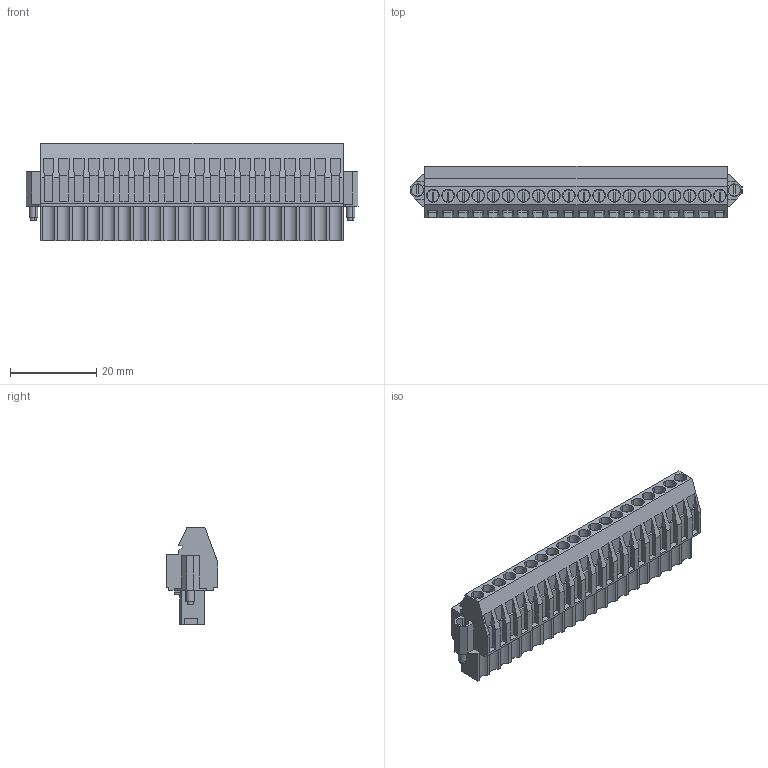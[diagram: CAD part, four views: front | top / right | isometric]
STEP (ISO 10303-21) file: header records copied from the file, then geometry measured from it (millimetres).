
FILE_DESCRIPTION(('CATIA V5 STEP Exchange','CAx-IF Rec.Pracs.--- Model Styling and Organization---1.2---2011-12-15'),'2;1');
FILE_NAME ('D1454062_0_1639190000_1639190000.stp','2017-04-18T10:25:42+00:00',('none'),('Weidmueller'),'CATIA Version 5-6 Release 2014','CATIA V5 STEP AP214','none');
FILE_SCHEMA(('AUTOMOTIVE_DESIGN { 1 0 10303 214 1 1 1 1 }'));
Length unit declared in the file: millimetre
Products named in the file (1): 1639190000
Bounding box: 76.94 x 11.83 x 22.6 mm (x, y, z)
Volume: 10911 mm3; surface area: 8519.4 mm2
Topology: 23 solids, 23 shells, 1206 faces, 3320 edges, 2245 vertices
Faces by surface type: plane 1025, cylinder 181
Entity records: 35608 total; most frequent: ORIENTED_EDGE 6640, CARTESIAN_POINT 6618, DIRECTION 4784, EDGE_CURVE 3320, VECTOR 2750, LINE 2750, VERTEX_POINT 2245, EDGE_LOOP 1295
